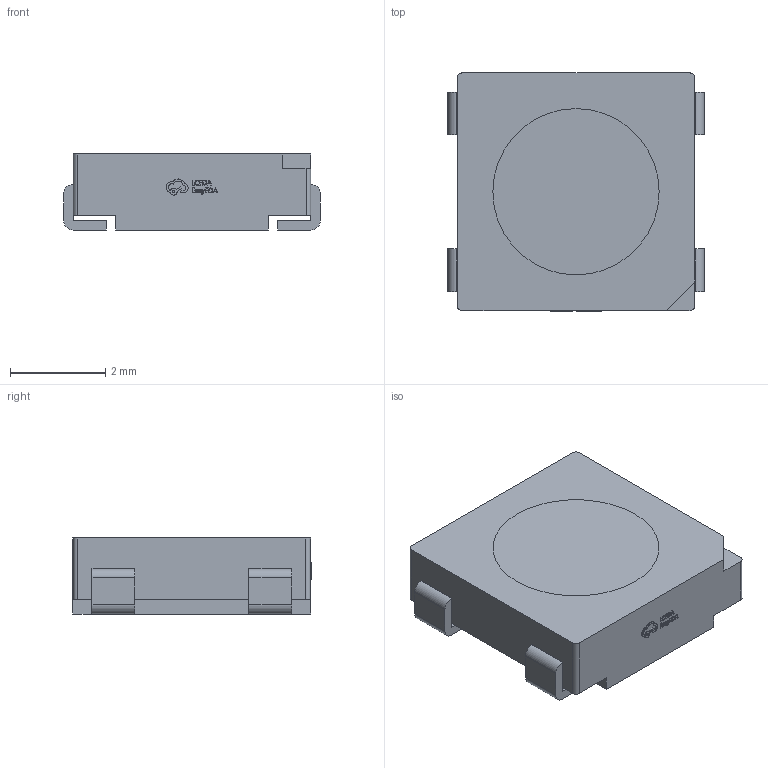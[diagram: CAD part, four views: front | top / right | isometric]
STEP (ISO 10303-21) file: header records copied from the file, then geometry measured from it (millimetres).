
FILE_DESCRIPTION (( 'STEP AP214' ), '1' );
FILE_NAME ('LED-SMD_4P-L5.0-W5.0-BL_TC5050RGB.step', '2022-07-08T12:18:37', ( '' ), ( '' ), 'SwSTEP 2.0', 'SolidWorks 2020', '' );
FILE_SCHEMA (( 'AUTOMOTIVE_DESIGN' ));
Length unit declared in the file: millimetre
Products named in the file (1): LED-SMD_4P-L5.0-W5.0-BL_TC5050RGB
Bounding box: 5.4 x 5.01 x 1.6 mm (x, y, z)
Volume: 38.2 mm3; surface area: 126.8 mm2
Topology: 8 solids, 8 shells, 361 faces, 951 edges, 634 vertices
Faces by surface type: plane 231, bspline 112, cylinder 18
Entity records: 16321 total; most frequent: CARTESIAN_POINT 4051, ORIENTED_EDGE 1902, DIRECTION 1259, EDGE_CURVE 951, LINE 687, VECTOR 687, VERTEX_POINT 634, EDGE_LOOP 389
